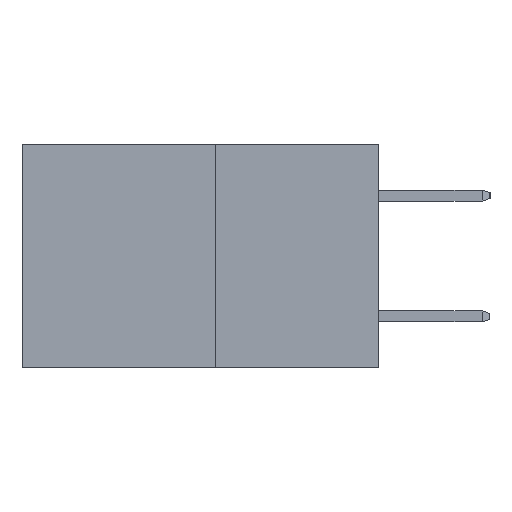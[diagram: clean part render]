
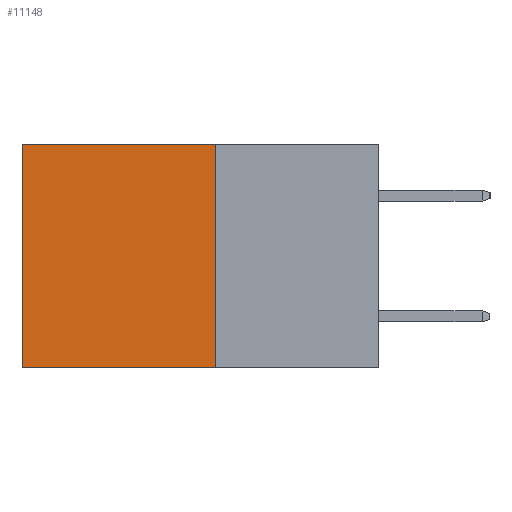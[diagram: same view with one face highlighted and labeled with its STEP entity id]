
A CAD part, left-side view. The second image highlights one B-rep face of the part: STEP entity #11148.
In plain terms, the highlighted planar face has unit normal (-1, 0, 0).
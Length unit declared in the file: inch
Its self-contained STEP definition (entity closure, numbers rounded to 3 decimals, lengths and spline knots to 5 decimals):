
#425 = DIRECTION ( 'NONE',  ( 0., 0., -1. ) ) ;
#1164 = CARTESIAN_POINT ( 'NONE',  ( 0.277, 0.59, -0.37 ) ) ;
#1199 = VERTEX_POINT ( 'NONE', #1164 ) ;
#1271 = VECTOR ( 'NONE', #8427, 39.37008 ) ;
#1322 = DIRECTION ( 'NONE',  ( 0., 0., -1. ) ) ;
#1470 = EDGE_CURVE ( 'NONE', #13754, #1994, #3240, .T. ) ;
#1649 = ORIENTED_EDGE ( 'NONE', *, *, #8178, .T. ) ;
#1994 = VERTEX_POINT ( 'NONE', #6990 ) ;
#2748 = EDGE_CURVE ( 'NONE', #8052, #1199, #9996, .T. ) ;
#2808 = CARTESIAN_POINT ( 'NONE',  ( 0.277, 0.27, 0. ) ) ;
#3240 = LINE ( 'NONE', #2808, #11671 ) ;
#3287 = CARTESIAN_POINT ( 'NONE',  ( 0.277, 0.27, -0.37 ) ) ;
#3753 = PLANE ( 'NONE',  #4021 ) ;
#3761 = EDGE_CURVE ( 'NONE', #13754, #8052, #8453, .T. ) ;
#4021 = AXIS2_PLACEMENT_3D ( 'NONE', #10280, #7024, #425 ) ;
#5458 = CARTESIAN_POINT ( 'NONE',  ( 0.277, 0.27, -0.37 ) ) ;
#5569 = VECTOR ( 'NONE', #13492, 39.37008 ) ;
#6790 = CARTESIAN_POINT ( 'NONE',  ( 0.277, 0.59, -0.37 ) ) ;
#6990 = CARTESIAN_POINT ( 'NONE',  ( 0.277, 0.59, 0. ) ) ;
#7024 = DIRECTION ( 'NONE',  ( 1., 0., 0. ) ) ;
#7266 = CARTESIAN_POINT ( 'NONE',  ( 0.277, 0.27, 0. ) ) ;
#8052 = VERTEX_POINT ( 'NONE', #5458 ) ;
#8178 = EDGE_CURVE ( 'NONE', #1994, #1199, #9839, .T. ) ;
#8427 = DIRECTION ( 'NONE',  ( 0., 1., 0. ) ) ;
#8453 = LINE ( 'NONE', #3287, #5569 ) ;
#8654 = ORIENTED_EDGE ( 'NONE', *, *, #2748, .F. ) ;
#8801 = ORIENTED_EDGE ( 'NONE', *, *, #3761, .F. ) ;
#9080 = ORIENTED_EDGE ( 'NONE', *, *, #1470, .T. ) ;
#9839 = LINE ( 'NONE', #6790, #12851 ) ;
#9996 = LINE ( 'NONE', #13506, #1271 ) ;
#10280 = CARTESIAN_POINT ( 'NONE',  ( 0.277, 0.27, -0.37 ) ) ;
#10858 = DIRECTION ( 'NONE',  ( 0., 1., 0. ) ) ;
#11148 = ADVANCED_FACE ( 'NONE', ( #11999 ), #3753, .F. ) ;
#11671 = VECTOR ( 'NONE', #10858, 39.37008 ) ;
#11999 = FACE_OUTER_BOUND ( 'NONE', #12698, .T. ) ;
#12698 = EDGE_LOOP ( 'NONE', ( #1649, #8654, #8801, #9080 ) ) ;
#12851 = VECTOR ( 'NONE', #1322, 39.37008 ) ;
#13492 = DIRECTION ( 'NONE',  ( 0., 0., -1. ) ) ;
#13506 = CARTESIAN_POINT ( 'NONE',  ( 0.277, 0.27, -0.37 ) ) ;
#13754 = VERTEX_POINT ( 'NONE', #7266 ) ;
